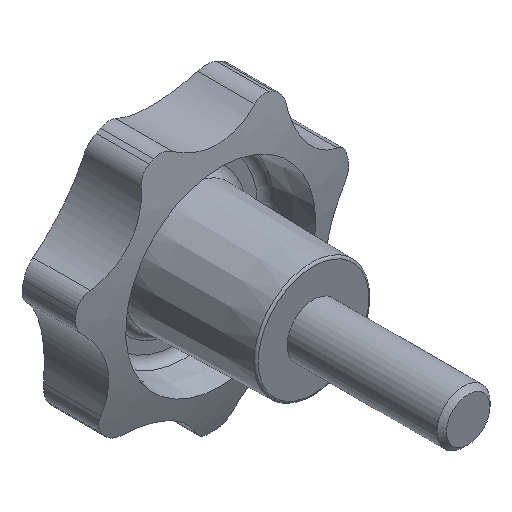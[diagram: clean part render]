
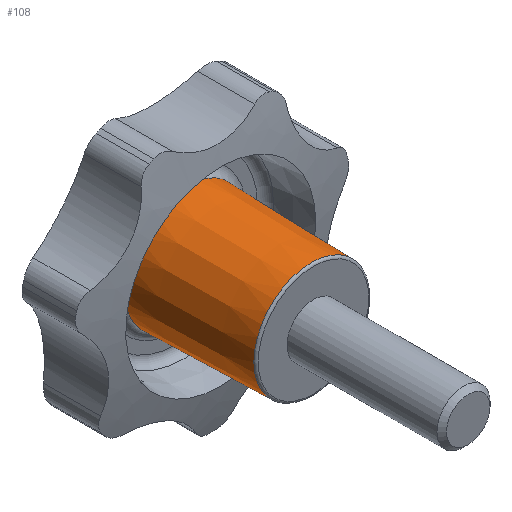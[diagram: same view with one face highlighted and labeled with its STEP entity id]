
A CAD part, isometric view. The second image highlights one B-rep face of the part: STEP entity #108.
In plain terms, the highlighted conical face has half-angle 1.432 degrees and reference radius 13.726 mm.
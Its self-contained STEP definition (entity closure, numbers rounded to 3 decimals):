
#108 = ADVANCED_FACE( '', ( #234, #235 ), #236, .T. );
#234 = FACE_BOUND( '', #440, .T. );
#235 = FACE_OUTER_BOUND( '', #441, .T. );
#236 = CONICAL_SURFACE( '', #442, 13.726, 0.025 );
#440 = EDGE_LOOP( '', ( #706 ) );
#441 = EDGE_LOOP( '', ( #707 ) );
#442 = AXIS2_PLACEMENT_3D( '', #708, #709, #710 );
#706 = ORIENTED_EDGE( '', *, *, #855, .F. );
#707 = ORIENTED_EDGE( '', *, *, #907, .T. );
#708 = CARTESIAN_POINT( '', ( 0., 29.05, 0. ) );
#709 = DIRECTION( '', ( 0., 1., 0. ) );
#710 = DIRECTION( '', ( 0., 0., 1. ) );
#855 = EDGE_CURVE( '', #1000, #1000, #1001, .T. );
#907 = EDGE_CURVE( '', #1087, #1087, #1088, .T. );
#1000 = VERTEX_POINT( '', #1252 );
#1001 = CIRCLE( '', #1253, 13.012 );
#1087 = VERTEX_POINT( '', #1690 );
#1088 = CIRCLE( '', #1691, 13.726 );
#1252 = CARTESIAN_POINT( '', ( 0., 0.488, -13.012 ) );
#1253 = AXIS2_PLACEMENT_3D( '', #2013, #2014, #2015 );
#1690 = CARTESIAN_POINT( '', ( 0., 29.05, -13.726 ) );
#1691 = AXIS2_PLACEMENT_3D( '', #2052, #2053, #2054 );
#2013 = CARTESIAN_POINT( '', ( 0., 0.488, 0. ) );
#2014 = DIRECTION( '', ( 0., -1., 0. ) );
#2015 = DIRECTION( '', ( 0., 0., -1. ) );
#2052 = CARTESIAN_POINT( '', ( 0., 29.05, 0. ) );
#2053 = DIRECTION( '', ( 0., -1., 0. ) );
#2054 = DIRECTION( '', ( 0., 0., -1. ) );
